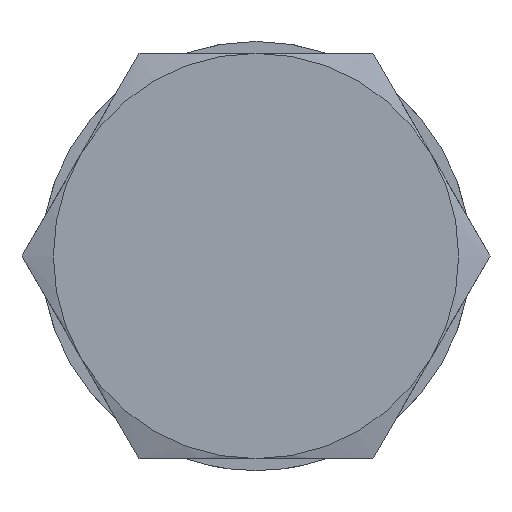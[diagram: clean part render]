
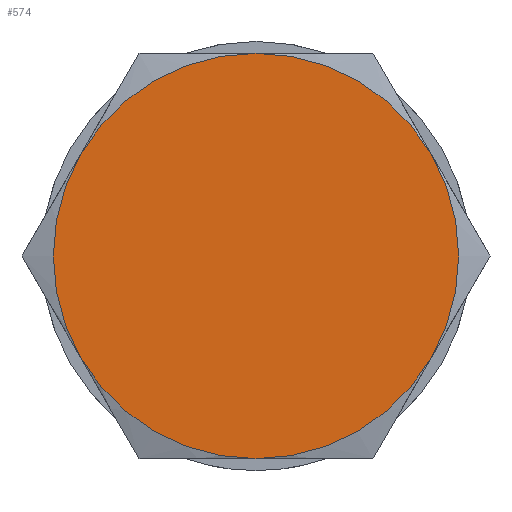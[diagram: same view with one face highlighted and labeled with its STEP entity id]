
A CAD part, left-side view. The second image highlights one B-rep face of the part: STEP entity #574.
In plain terms, the highlighted planar face has unit normal (-1, 0, 0).
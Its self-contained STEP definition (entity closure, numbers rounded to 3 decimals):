
#78=CIRCLE('',#652,8.5);
#79=CIRCLE('',#654,8.5);
#80=CIRCLE('',#656,8.5);
#81=CIRCLE('',#658,8.5);
#82=CIRCLE('',#660,8.5);
#83=CIRCLE('',#662,8.5);
#217=ORIENTED_EDGE('',*,*,#295,.F.);
#218=ORIENTED_EDGE('',*,*,#294,.F.);
#219=ORIENTED_EDGE('',*,*,#293,.F.);
#220=ORIENTED_EDGE('',*,*,#296,.F.);
#221=ORIENTED_EDGE('',*,*,#292,.F.);
#222=ORIENTED_EDGE('',*,*,#291,.F.);
#291=EDGE_CURVE('',#337,#334,#78,.T.);
#292=EDGE_CURVE('',#334,#344,#79,.T.);
#293=EDGE_CURVE('',#343,#341,#80,.T.);
#294=EDGE_CURVE('',#341,#339,#81,.T.);
#295=EDGE_CURVE('',#339,#337,#82,.T.);
#296=EDGE_CURVE('',#344,#343,#83,.T.);
#334=VERTEX_POINT('',#968);
#337=VERTEX_POINT('',#982);
#339=VERTEX_POINT('',#994);
#341=VERTEX_POINT('',#1006);
#343=VERTEX_POINT('',#1018);
#344=VERTEX_POINT('',#1029);
#449=EDGE_LOOP('',(#217,#218,#219,#220,#221,#222));
#508=FACE_BOUND('',#449,.T.);
#534=PLANE('',#661);
#574=ADVANCED_FACE('',(#508),#534,.F.);
#652=AXIS2_PLACEMENT_3D('',#1035,#816,#817);
#654=AXIS2_PLACEMENT_3D('',#1037,#820,#821);
#656=AXIS2_PLACEMENT_3D('',#1039,#824,#825);
#658=AXIS2_PLACEMENT_3D('',#1041,#828,#829);
#660=AXIS2_PLACEMENT_3D('',#1043,#832,#833);
#661=AXIS2_PLACEMENT_3D('',#1044,#834,#835);
#662=AXIS2_PLACEMENT_3D('',#1045,#836,#837);
#816=DIRECTION('',(1.,0.,0.));
#817=DIRECTION('',(0.,0.,-1.));
#820=DIRECTION('',(1.,0.,0.));
#821=DIRECTION('',(0.,0.,-1.));
#824=DIRECTION('',(1.,0.,0.));
#825=DIRECTION('',(0.,0.,-1.));
#828=DIRECTION('',(1.,0.,0.));
#829=DIRECTION('',(0.,0.,-1.));
#832=DIRECTION('',(1.,0.,0.));
#833=DIRECTION('',(0.,0.,-1.));
#834=DIRECTION('',(1.,0.,0.));
#835=DIRECTION('',(0.,0.,-1.));
#836=DIRECTION('',(1.,0.,0.));
#837=DIRECTION('',(0.,0.,-1.));
#968=CARTESIAN_POINT('',(-4.,0.,8.5));
#982=CARTESIAN_POINT('',(-4.,7.361,4.25));
#994=CARTESIAN_POINT('',(-4.,7.361,-4.25));
#1006=CARTESIAN_POINT('',(-4.,0.,-8.5));
#1018=CARTESIAN_POINT('',(-4.,-7.361,-4.25));
#1029=CARTESIAN_POINT('',(-4.,-7.361,4.25));
#1035=CARTESIAN_POINT('',(-4.,0.,0.));
#1037=CARTESIAN_POINT('',(-4.,0.,0.));
#1039=CARTESIAN_POINT('',(-4.,0.,0.));
#1041=CARTESIAN_POINT('',(-4.,0.,0.));
#1043=CARTESIAN_POINT('',(-4.,0.,0.));
#1044=CARTESIAN_POINT('',(-4.,0.,0.));
#1045=CARTESIAN_POINT('',(-4.,0.,0.));
